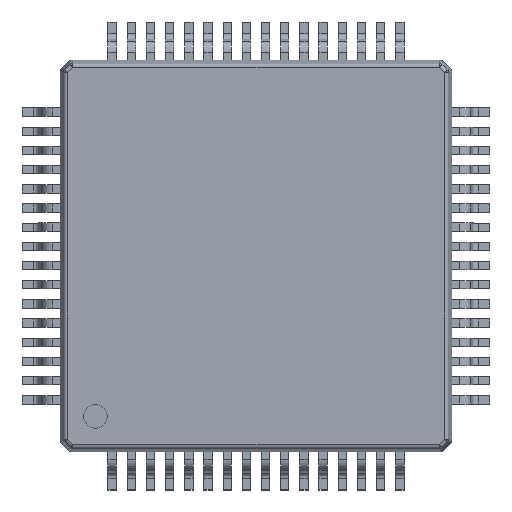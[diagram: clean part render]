
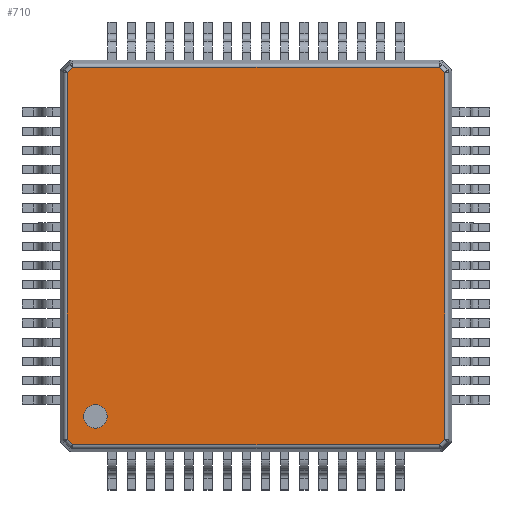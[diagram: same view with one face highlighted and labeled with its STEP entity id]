
A CAD part, top view. The second image highlights one B-rep face of the part: STEP entity #710.
In plain terms, the highlighted planar face has unit normal (0, 0, 1).
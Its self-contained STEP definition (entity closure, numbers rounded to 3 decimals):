
#710=ADVANCED_FACE('',(#9894,#9896),#9898,.T.);
#9894=FACE_BOUND('',#9895,.T.);
#9895=EDGE_LOOP('',(#17216,#17217,#17218,#17219,#17220,#17221,#17222,#17223));
#9896=FACE_BOUND('',#9897,.T.);
#9897=EDGE_LOOP('',(#17224));
#9898=PLANE('',#9899);
#9899=AXIS2_PLACEMENT_3D('',#9900,#9901,#9902);
#9900=CARTESIAN_POINT('',(0.,0.,1.2));
#9901=DIRECTION('',(0.,0.,1.));
#9902=DIRECTION('',(1.,0.,0.));
#17216=ORIENTED_EDGE('',*,*,#22404,.T.);
#17217=ORIENTED_EDGE('',*,*,#22405,.T.);
#17218=ORIENTED_EDGE('',*,*,#22406,.T.);
#17219=ORIENTED_EDGE('',*,*,#22407,.T.);
#17220=ORIENTED_EDGE('',*,*,#22408,.T.);
#17221=ORIENTED_EDGE('',*,*,#22409,.T.);
#17222=ORIENTED_EDGE('',*,*,#22410,.T.);
#17223=ORIENTED_EDGE('',*,*,#22411,.T.);
#17224=ORIENTED_EDGE('',*,*,#22403,.F.);
#22403=EDGE_CURVE('',#25125,#25125,#25126,.T.);
#22404=EDGE_CURVE('',#25127,#25128,#25129,.T.);
#22405=EDGE_CURVE('',#25128,#25130,#25131,.T.);
#22406=EDGE_CURVE('',#25130,#25132,#25133,.T.);
#22407=EDGE_CURVE('',#25132,#25134,#25135,.T.);
#22408=EDGE_CURVE('',#25134,#25136,#25137,.T.);
#22409=EDGE_CURVE('',#25136,#25138,#25139,.T.);
#22410=EDGE_CURVE('',#25138,#25140,#25141,.T.);
#22411=EDGE_CURVE('',#25140,#25127,#25142,.T.);
#25125=VERTEX_POINT('',#30106);
#25126=CIRCLE('',#30107,0.305);
#25127=VERTEX_POINT('',#30111);
#25128=VERTEX_POINT('',#30112);
#25129=LINE('',#30113,#30114);
#25130=VERTEX_POINT('',#30116);
#25131=LINE('',#30117,#30118);
#25132=VERTEX_POINT('',#30120);
#25133=LINE('',#30121,#30122);
#25134=VERTEX_POINT('',#30124);
#25135=LINE('',#30125,#30126);
#25136=VERTEX_POINT('',#30128);
#25137=LINE('',#30129,#30130);
#25138=VERTEX_POINT('',#30132);
#25139=LINE('',#30133,#30134);
#25140=VERTEX_POINT('',#30136);
#25141=LINE('',#30137,#30138);
#25142=LINE('',#30140,#30141);
#30106=CARTESIAN_POINT('',(-3.88,-4.185,1.2));
#30107=AXIS2_PLACEMENT_3D('',#30108,#30109,#30110);
#30108=CARTESIAN_POINT('',(-4.185,-4.185,1.2));
#30109=DIRECTION('',(0.,0.,1.));
#30110=DIRECTION('',(1.,0.,0.));
#30111=CARTESIAN_POINT('',(-4.777,-4.923,1.2));
#30112=CARTESIAN_POINT('',(4.777,-4.923,1.2));
#30113=CARTESIAN_POINT('',(-4.777,-4.923,1.2));
#30114=VECTOR('',#30115,1.);
#30115=DIRECTION('',(1.,0.,0.));
#30116=CARTESIAN_POINT('',(4.923,-4.777,1.2));
#30117=CARTESIAN_POINT('',(4.777,-4.923,1.2));
#30118=VECTOR('',#30119,1.);
#30119=DIRECTION('',(0.707,0.707,0.));
#30120=CARTESIAN_POINT('',(4.923,4.777,1.2));
#30121=CARTESIAN_POINT('',(4.923,-4.777,1.2));
#30122=VECTOR('',#30123,1.);
#30123=DIRECTION('',(0.,1.,0.));
#30124=CARTESIAN_POINT('',(4.777,4.923,1.2));
#30125=CARTESIAN_POINT('',(4.923,4.777,1.2));
#30126=VECTOR('',#30127,1.);
#30127=DIRECTION('',(-0.707,0.707,0.));
#30128=CARTESIAN_POINT('',(-4.777,4.923,1.2));
#30129=CARTESIAN_POINT('',(4.777,4.923,1.2));
#30130=VECTOR('',#30131,1.);
#30131=DIRECTION('',(-1.,0.,0.));
#30132=CARTESIAN_POINT('',(-4.923,4.777,1.2));
#30133=CARTESIAN_POINT('',(-4.777,4.923,1.2));
#30134=VECTOR('',#30135,1.);
#30135=DIRECTION('',(-0.707,-0.707,0.));
#30136=CARTESIAN_POINT('',(-4.923,-4.777,1.2));
#30137=CARTESIAN_POINT('',(-4.923,4.777,1.2));
#30138=VECTOR('',#30139,1.);
#30139=DIRECTION('',(0.,-1.,0.));
#30140=CARTESIAN_POINT('',(-4.923,-4.777,1.2));
#30141=VECTOR('',#30142,1.);
#30142=DIRECTION('',(0.707,-0.707,0.));
